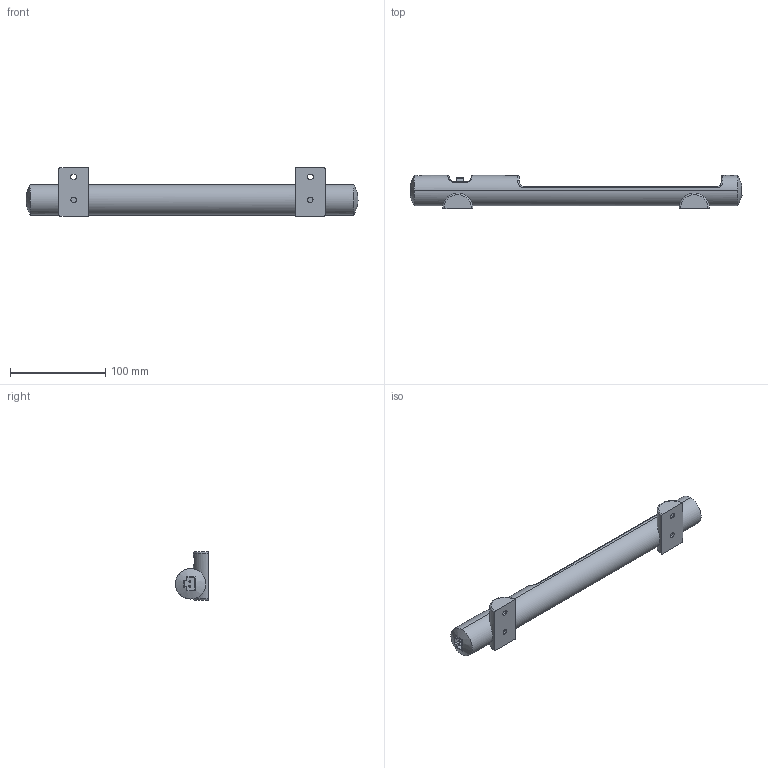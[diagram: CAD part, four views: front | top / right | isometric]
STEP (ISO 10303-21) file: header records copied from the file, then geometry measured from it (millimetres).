
FILE_DESCRIPTION (( 'STEP AP214' ), '1' );
FILE_NAME ('025400-01.STEP', '2014-06-25T16:01:31', ( '' ), ( '' ), 'SwSTEP 2.0', 'SolidWorks 2013', '' );
FILE_SCHEMA (( 'AUTOMOTIVE_DESIGN' ));
Length unit declared in the file: inch
Products named in the file (1): 025400-01
Bounding box: 349.35 x 34.8 x 51.05 mm (x, y, z)
Volume: 239454.5 mm3; surface area: 42399.5 mm2
Topology: 1 solids, 1 shells, 176 faces, 427 edges, 270 vertices
Faces by surface type: plane 99, cylinder 35, bspline 22, torus 12, cone 8
Entity records: 8572 total; most frequent: CARTESIAN_POINT 3480, ORIENTED_EDGE 854, DIRECTION 787, EDGE_CURVE 427, AXIS2_PLACEMENT_3D 279, VERTEX_POINT 270, LINE 229, VECTOR 229
